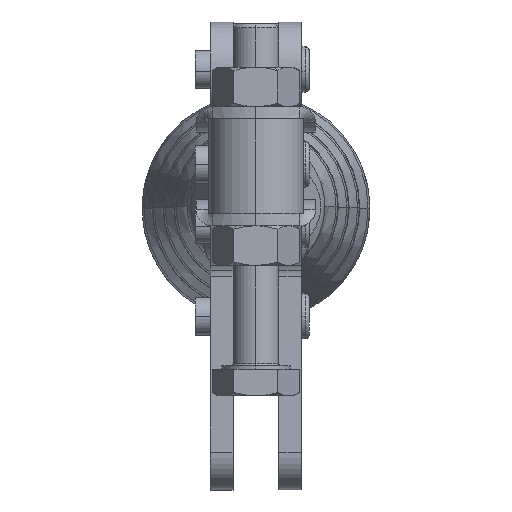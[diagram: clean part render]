
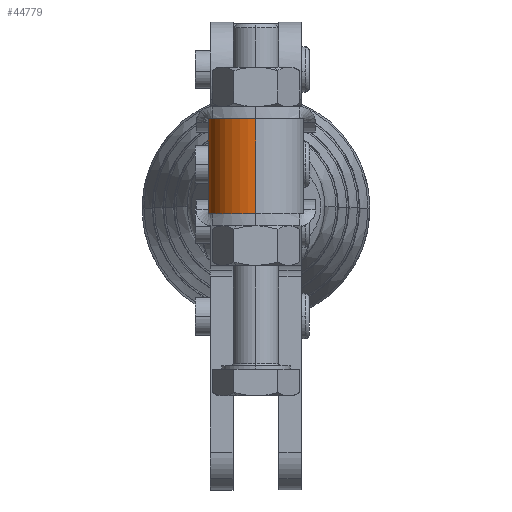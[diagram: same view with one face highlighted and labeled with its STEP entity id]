
A CAD part, left-side view. The second image highlights one B-rep face of the part: STEP entity #44779.
In plain terms, the highlighted cylindrical face has radius 6.25 mm (diameter 12.5 mm), a partial arc.
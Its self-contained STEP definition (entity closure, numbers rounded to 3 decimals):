
#2320=CARTESIAN_POINT('',(-0.559,-68.77,-9.546));
#2321=VERTEX_POINT('',#2320);
#2322=CARTESIAN_POINT('',(-0.559,-68.77,2.954));
#2323=VERTEX_POINT('',#2322);
#2324=CARTESIAN_POINT('',(-0.559,-68.77,-9.546));
#2325=DIRECTION('',(0.0,0.0,1.0));
#2326=VECTOR('',#2325,12.5);
#2327=LINE('',#2324,#2326);
#2328=EDGE_CURVE('',#2321,#2323,#2327,.T.);
#39664=CARTESIAN_POINT('',(5.691,-62.52,-9.546));
#39665=VERTEX_POINT('',#39664);
#39672=CARTESIAN_POINT('',(5.691,-62.52,2.954));
#39673=VERTEX_POINT('',#39672);
#39674=CARTESIAN_POINT('',(5.691,-62.52,-9.546));
#39675=DIRECTION('',(0.0,0.0,1.0));
#39676=VECTOR('',#39675,12.5);
#39677=LINE('',#39674,#39676);
#39678=EDGE_CURVE('',#39665,#39673,#39677,.T.);
#44756=CARTESIAN_POINT('',(5.691,-68.77,-9.546));
#44757=DIRECTION('',(0.,0.,1.0));
#44758=DIRECTION('',(-1.0,0.0,0.0));
#44759=AXIS2_PLACEMENT_3D('',#44756,#44757,#44758);
#44760=CYLINDRICAL_SURFACE('',#44759,6.25);
#44761=ORIENTED_EDGE('',*,*,#2328,.T.);
#44762=CARTESIAN_POINT('',(5.691,-68.77,2.954));
#44763=DIRECTION('',(0.0,0.0,1.0));
#44764=DIRECTION('',(-1.0,0.0,0.0));
#44765=AXIS2_PLACEMENT_3D('',#44762,#44763,#44764);
#44766=CIRCLE('',#44765,6.25);
#44767=EDGE_CURVE('',#39673,#2323,#44766,.T.);
#44768=ORIENTED_EDGE('',*,*,#44767,.F.);
#44769=ORIENTED_EDGE('',*,*,#39678,.F.);
#44770=CARTESIAN_POINT('',(5.691,-68.77,-9.546));
#44771=DIRECTION('',(0.0,0.0,-1.0));
#44772=DIRECTION('',(-1.0,0.0,0.0));
#44773=AXIS2_PLACEMENT_3D('',#44770,#44771,#44772);
#44774=CIRCLE('',#44773,6.25);
#44775=EDGE_CURVE('',#2321,#39665,#44774,.T.);
#44776=ORIENTED_EDGE('',*,*,#44775,.F.);
#44777=EDGE_LOOP('',(#44761,#44768,#44769,#44776));
#44778=FACE_OUTER_BOUND('',#44777,.T.);
#44779=ADVANCED_FACE('',(#44778),#44760,.T.);
